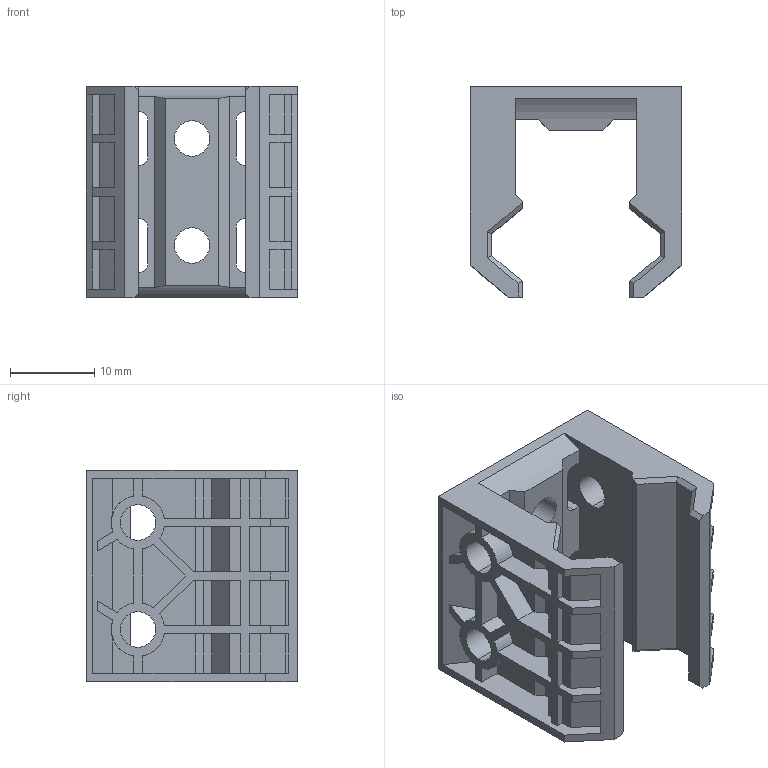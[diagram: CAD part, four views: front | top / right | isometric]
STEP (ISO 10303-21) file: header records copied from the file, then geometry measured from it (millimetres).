
FILE_DESCRIPTION (( 'STEP AP214' ), '1' );
FILE_NAME ('228-2500-217.STEP', '2014-03-06T19:35:51', ( '' ), ( '' ), 'SwSTEP 2.0', 'SolidWorks 2013', '' );
FILE_SCHEMA (( 'AUTOMOTIVE_DESIGN' ));
Length unit declared in the file: millimetre
Products named in the file (1): 228-2500-217
Bounding box: 25.1 x 25.02 x 25.1 mm (x, y, z)
Volume: 3752.9 mm3; surface area: 6101.1 mm2
Topology: 1 solids, 1 shells, 341 faces, 990 edges, 656 vertices
Faces by surface type: plane 279, cylinder 62
Entity records: 11174 total; most frequent: CARTESIAN_POINT 2072, ORIENTED_EDGE 1980, DIRECTION 1758, EDGE_CURVE 990, VECTOR 850, LINE 850, VERTEX_POINT 656, AXIS2_PLACEMENT_3D 454
